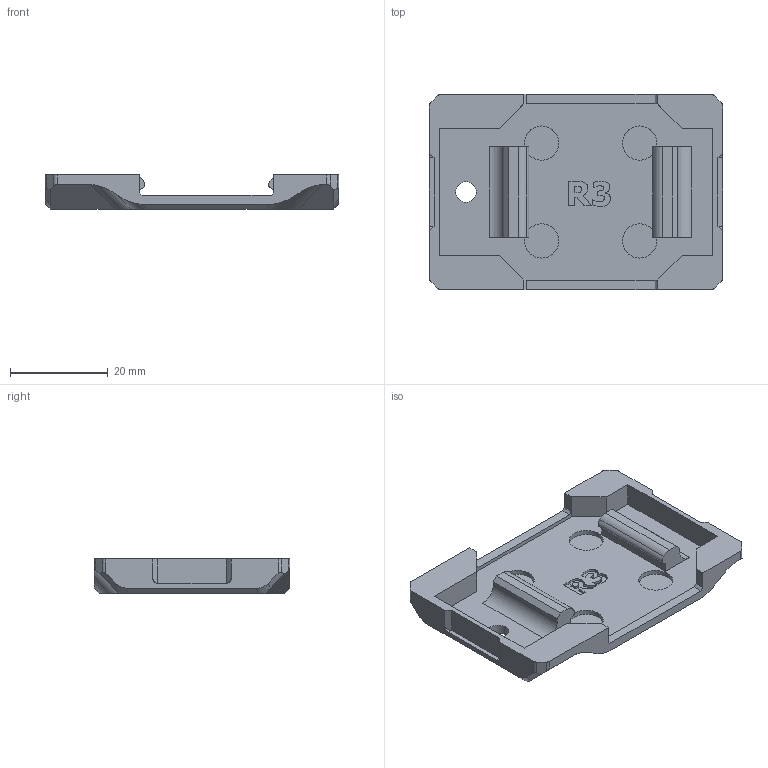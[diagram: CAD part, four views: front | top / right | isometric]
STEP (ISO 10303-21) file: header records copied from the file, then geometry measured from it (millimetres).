
FILE_DESCRIPTION(/* description */ (''),/* implementation_level */ '2;1');
FILE_NAME(/* name */ 'x-carriage-cover_R.stp',/* time_stamp */ '2024-01-18T11:34:14+01:00',/* author */ ('Mikuláček'),/* organization */ (''),/* preprocessor_version */ 'ST-DEVELOPER v19.2',/* originating_system */ 'Autodesk Inventor 2023',/* authorisation */ '');
FILE_SCHEMA (('AUTOMOTIVE_DESIGN { 1 0 10303 214 3 1 1 }'));
Length unit declared in the file: millimetre
Products named in the file (1): x-carriage-cover
Bounding box: 60 x 40 x 7 mm (x, y, z)
Volume: 7201.6 mm3; surface area: 6851.4 mm2
Topology: 1 solids, 1 shells, 154 faces, 421 edges, 278 vertices
Faces by surface type: plane 92, cylinder 33, bspline 29
Full cylindrical faces by diameter (mm): 4.2 x1, 7 x4
Entity records: 5103 total; most frequent: CARTESIAN_POINT 1277, ORIENTED_EDGE 842, DIRECTION 683, EDGE_CURVE 421, LINE 291, VECTOR 291, VERTEX_POINT 278, AXIS2_PLACEMENT_3D 196
